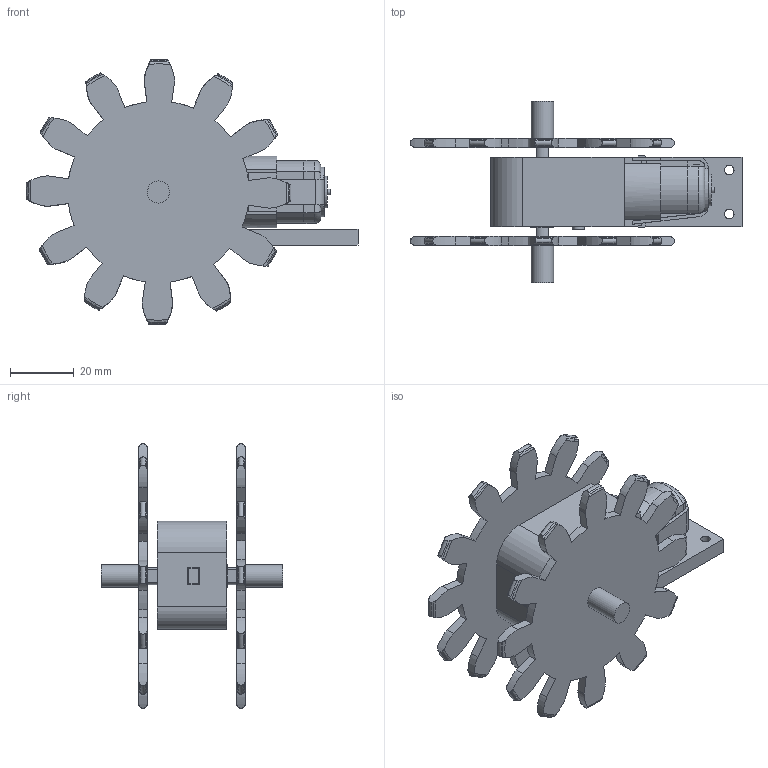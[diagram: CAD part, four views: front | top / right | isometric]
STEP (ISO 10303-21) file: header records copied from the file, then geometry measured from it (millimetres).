
FILE_DESCRIPTION(/* description */ (''),/* implementation_level */ '2;1');
FILE_NAME(/* name */ 'Unidad de potencia.step',/* time_stamp */ '2025-12-10T13:16:25-03:00',/* author */ (''),/* organization */ (''),/* preprocessor_version */ 'ST-DEVELOPER v20.1',/* originating_system */ 'Autodesk Translation Framework v14.21.0.0',/* authorisation */ '');
FILE_SCHEMA (('AUTOMOTIVE_DESIGN { 1 0 10303 214 3 1 1 }'));
Length unit declared in the file: millimetre
Products named in the file (13): Unidad de potencia; TT Motor; Part 8; Surface 1; Part 7; Part 6; Part 5; Part 4; Part 3; Part 2; Part 1; Engranaje motor; Soporte motor
Assembly tree (13 placements, depth 3):
  Unidad de potencia
    TT Motor
      Part 8
      Surface 1
      Part 7
      Part 6
      Part 5
      Part 4
      Part 3
      Part 2
      Part 1
    Engranaje motor  x2
    Soporte motor
Bounding box: 104.23 x 57 x 83.16 mm (x, y, z)
Volume: 61621.1 mm3; surface area: 36936.4 mm2
Topology: 11 solids, 12 shells, 493 faces, 1372 edges, 914 vertices
Faces by surface type: plane 245, cylinder 78, torus 74, cone 48, bspline 48
Full cylindrical faces by diameter (mm): 1.8 x1, 1.9 x2, 2.8 x1, 3 x4, 3.8 x1, 5.4 x2, 7 x2, 7.2 x1, 10 x2
Entity records: 27663 total; most frequent: CARTESIAN_POINT 18664, ORIENTED_EDGE 1838, DIRECTION 1637, EDGE_CURVE 925, VERTEX_POINT 616, AXIS2_PLACEMENT_3D 549, LINE 539, VECTOR 539
